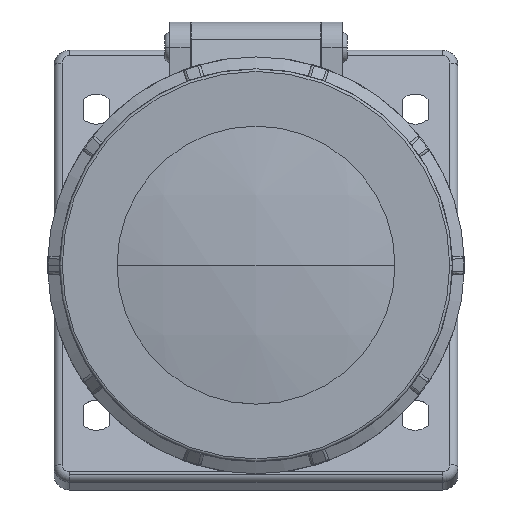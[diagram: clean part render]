
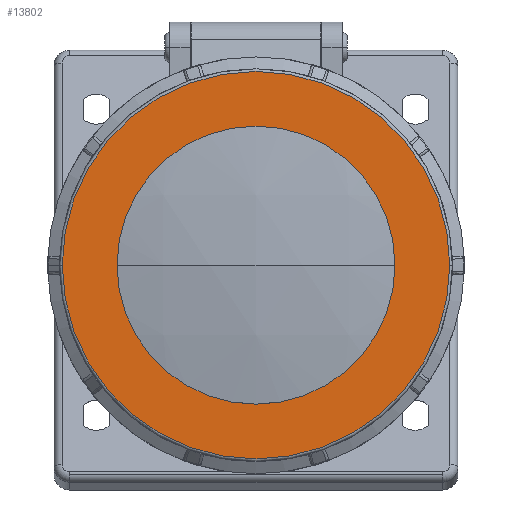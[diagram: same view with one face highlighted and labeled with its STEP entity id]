
A CAD part, top view. The second image highlights one B-rep face of the part: STEP entity #13802.
In plain terms, the highlighted planar face has unit normal (0, 0, 1).
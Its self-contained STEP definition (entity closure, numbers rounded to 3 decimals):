
#133 = VERTEX_POINT ( 'NONE', #1984 ) ;
#197 = CARTESIAN_POINT ( 'NONE',  ( 0., 0., 16.3 ) ) ;
#488 = CARTESIAN_POINT ( 'NONE',  ( 0., 0., 16.3 ) ) ;
#515 = CARTESIAN_POINT ( 'NONE',  ( -36.45, 0., 16.3 ) ) ;
#1216 = CARTESIAN_POINT ( 'NONE',  ( -26.15, 0., 16.3 ) ) ;
#1691 = ORIENTED_EDGE ( 'NONE', *, *, #3368, .T. ) ;
#1984 = CARTESIAN_POINT ( 'NONE',  ( 36.45, 0., 16.3 ) ) ;
#2790 = CARTESIAN_POINT ( 'NONE',  ( 26.15, 0., 16.3 ) ) ;
#2840 = AXIS2_PLACEMENT_3D ( 'NONE', #8489, #4917, #9533 ) ;
#2896 = DIRECTION ( 'NONE',  ( 0., 0., 1. ) ) ;
#3368 = EDGE_CURVE ( 'NONE', #8607, #133, #13518, .T. ) ;
#3441 = DIRECTION ( 'NONE',  ( 1., 0., 0. ) ) ;
#4316 = DIRECTION ( 'NONE',  ( 0., 0., 1. ) ) ;
#4394 = ORIENTED_EDGE ( 'NONE', *, *, #10600, .F. ) ;
#4418 = DIRECTION ( 'NONE',  ( 1., 0., 0. ) ) ;
#4422 = EDGE_LOOP ( 'NONE', ( #13292, #1691 ) ) ;
#4704 = DIRECTION ( 'NONE',  ( 0., 0., 1. ) ) ;
#4917 = DIRECTION ( 'NONE',  ( 0., 0., 1. ) ) ;
#5571 = CARTESIAN_POINT ( 'NONE',  ( 0., 0., 16.3 ) ) ;
#5947 = AXIS2_PLACEMENT_3D ( 'NONE', #197, #4704, #3441 ) ;
#6128 = CARTESIAN_POINT ( 'NONE',  ( 0., 0., 16.3 ) ) ;
#6151 = AXIS2_PLACEMENT_3D ( 'NONE', #488, #2896, #9581 ) ;
#7027 = DIRECTION ( 'NONE',  ( 0., 0., 1. ) ) ;
#7927 = EDGE_CURVE ( 'NONE', #9430, #10239, #13775, .T. ) ;
#8489 = CARTESIAN_POINT ( 'NONE',  ( 0., 0., 16.3 ) ) ;
#8607 = VERTEX_POINT ( 'NONE', #515 ) ;
#9018 = EDGE_CURVE ( 'NONE', #133, #8607, #9295, .T. ) ;
#9295 = CIRCLE ( 'NONE', #2840, 36.45 ) ;
#9430 = VERTEX_POINT ( 'NONE', #2790 ) ;
#9533 = DIRECTION ( 'NONE',  ( 1., 0., 0. ) ) ;
#9576 = ORIENTED_EDGE ( 'NONE', *, *, #7927, .F. ) ;
#9581 = DIRECTION ( 'NONE',  ( 1., 0., 0. ) ) ;
#10108 = FACE_OUTER_BOUND ( 'NONE', #4422, .T. ) ;
#10239 = VERTEX_POINT ( 'NONE', #1216 ) ;
#10600 = EDGE_CURVE ( 'NONE', #10239, #9430, #13568, .T. ) ;
#10956 = AXIS2_PLACEMENT_3D ( 'NONE', #6128, #7027, #12896 ) ;
#11539 = AXIS2_PLACEMENT_3D ( 'NONE', #5571, #4316, #4418 ) ;
#12863 = EDGE_LOOP ( 'NONE', ( #4394, #9576 ) ) ;
#12896 = DIRECTION ( 'NONE',  ( 1., 0., 0. ) ) ;
#13074 = PLANE ( 'NONE',  #6151 ) ;
#13292 = ORIENTED_EDGE ( 'NONE', *, *, #9018, .T. ) ;
#13518 = CIRCLE ( 'NONE', #10956, 36.45 ) ;
#13568 = CIRCLE ( 'NONE', #11539, 26.15 ) ;
#13775 = CIRCLE ( 'NONE', #5947, 26.15 ) ;
#13802 = ADVANCED_FACE ( 'NONE', ( #14209, #10108 ), #13074, .T. ) ;
#14209 = FACE_BOUND ( 'NONE', #12863, .T. ) ;
